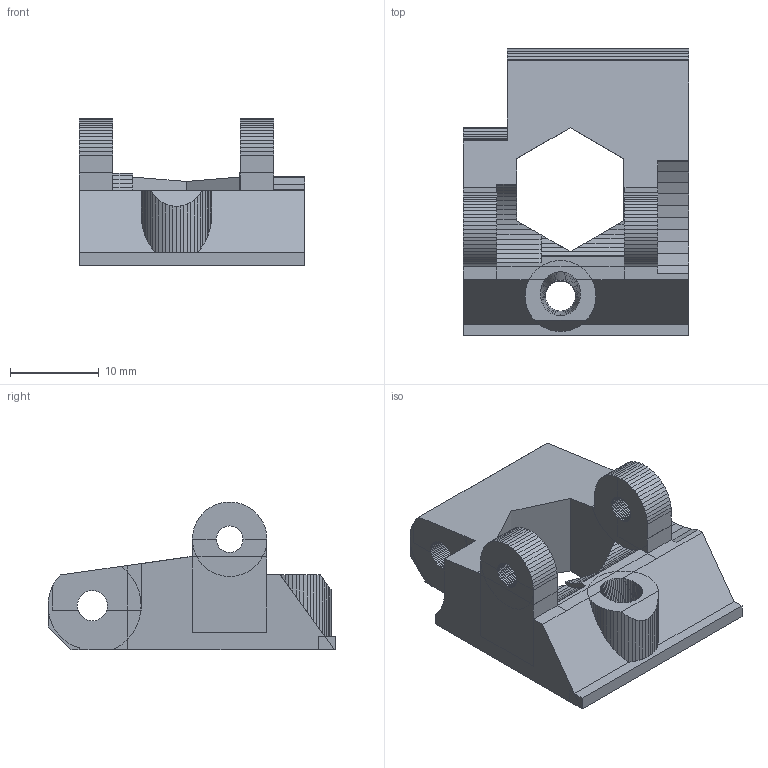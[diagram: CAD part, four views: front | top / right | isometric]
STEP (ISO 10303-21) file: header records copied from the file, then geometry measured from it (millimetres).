
FILE_DESCRIPTION(('FreeCAD Model'),'2;1');
FILE_NAME('extruder-idler_R4.step','2019-02-16T19:13:23',('Author'),(''), 'Open CASCADE STEP processor 6.8','FreeCAD','Unknown');
FILE_SCHEMA(('AUTOMOTIVE_DESIGN { 1 0 10303 214 1 1 1 1 }'));
Length unit declared in the file: millimetre
Products named in the file (1): Group002
Bounding box: 25.5 x 32.5 x 16.7 mm (x, y, z)
Volume: 5135 mm3; surface area: 3243.7 mm2
Topology: 1 solids, 1 shells, 725 faces, 2194 edges, 1462 vertices
Faces by surface type: plane 622, bspline 103
Entity records: 42007 total; most frequent: CARTESIAN_POINT 23157, ORIENTED_EDGE 4388, DIRECTION 3154, EDGE_CURVE 2194, LINE 1908, VECTOR 1908, VERTEX_POINT 1462, FACE_BOUND 726
